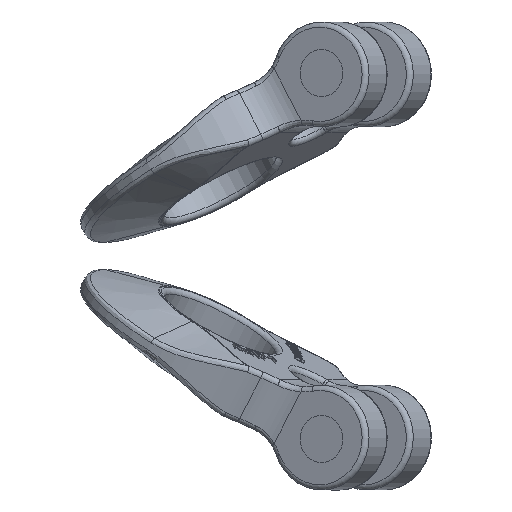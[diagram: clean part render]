
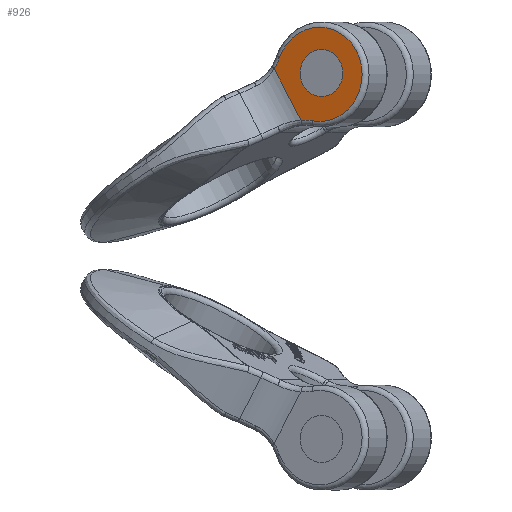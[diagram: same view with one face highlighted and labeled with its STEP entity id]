
A CAD part, left-side view. The second image highlights one B-rep face of the part: STEP entity #926.
In plain terms, the highlighted planar face has unit normal (-0.906, 0.423, 0).
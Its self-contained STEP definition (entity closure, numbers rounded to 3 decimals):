
#926=ADVANCED_FACE('',(#2244,#3328),#1735,.F.);
#1735=PLANE('',#17338);
#2244=FACE_OUTER_BOUND('',#3690,.T.);
#3034=CIRCLE('',#17334,11.);
#3035=CIRCLE('',#17335,9.);
#3036=CIRCLE('',#17336,11.);
#3037=CIRCLE('',#17337,4.5);
#3328=FACE_BOUND('',#3691,.T.);
#3690=EDGE_LOOP('',(#7335,#7336,#7337,#7338));
#3691=EDGE_LOOP('',(#7339));
#7335=ORIENTED_EDGE('',*,*,#13240,.F.);
#7336=ORIENTED_EDGE('',*,*,#13241,.T.);
#7337=ORIENTED_EDGE('',*,*,#13242,.T.);
#7338=ORIENTED_EDGE('',*,*,#13243,.T.);
#7339=ORIENTED_EDGE('',*,*,#13244,.F.);
#11425=VERTEX_POINT('',#25162);
#11426=VERTEX_POINT('',#25163);
#11427=VERTEX_POINT('',#25165);
#11428=VERTEX_POINT('',#25167);
#11429=VERTEX_POINT('',#25170);
#13240=EDGE_CURVE('',#11425,#11426,#3034,.T.);
#13241=EDGE_CURVE('',#11425,#11427,#3035,.T.);
#13242=EDGE_CURVE('',#11427,#11428,#3036,.T.);
#13243=EDGE_CURVE('',#11428,#11426,#15253,.T.);
#13244=EDGE_CURVE('',#11429,#11429,#3037,.T.);
#15253=LINE('',#25168,#16254);
#16254=VECTOR('',#18805,1.);
#17334=AXIS2_PLACEMENT_3D('',#25161,#18799,#18800);
#17335=AXIS2_PLACEMENT_3D('',#25164,#18801,#18802);
#17336=AXIS2_PLACEMENT_3D('',#25166,#18803,#18804);
#17337=AXIS2_PLACEMENT_3D('',#25169,#18806,#18807);
#17338=AXIS2_PLACEMENT_3D('',#25171,#18808,#18809);
#18799=DIRECTION('',(-0.906,0.423,0.));
#18800=DIRECTION('',(0.366,0.785,-0.5));
#18801=DIRECTION('',(-0.906,0.423,0.));
#18802=DIRECTION('',(0.366,0.785,-0.5));
#18803=DIRECTION('',(0.906,-0.423,0.));
#18804=DIRECTION('',(0.366,0.785,-0.5));
#18805=DIRECTION('',(-0.211,-0.453,-0.866));
#18806=DIRECTION('',(-0.906,0.423,0.));
#18807=DIRECTION('',(0.211,0.453,0.866));
#18808=DIRECTION('',(0.906,-0.423,0.));
#18809=DIRECTION('',(0.366,0.785,-0.5));
#25161=CARTESIAN_POINT('',(-85.055,-152.86,14.95));
#25162=CARTESIAN_POINT('',(-85.798,-154.453,25.809));
#25163=CARTESIAN_POINT('',(-84.775,-152.259,25.93));
#25164=CARTESIAN_POINT('',(-86.406,-155.756,34.693));
#25165=CARTESIAN_POINT('',(-82.85,-148.131,37.89));
#25166=CARTESIAN_POINT('',(-78.505,-138.812,41.797));
#25167=CARTESIAN_POINT('',(-82.383,-147.129,35.732));
#25168=CARTESIAN_POINT('',(-81.466,-145.162,39.491));
#25169=CARTESIAN_POINT('',(-86.589,-156.149,34.943));
#25170=CARTESIAN_POINT('',(-85.638,-154.109,38.84));
#25171=CARTESIAN_POINT('',(-81.466,-145.162,39.491));
